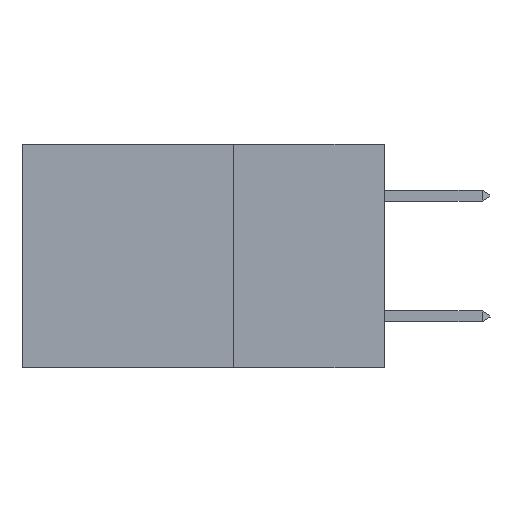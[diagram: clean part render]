
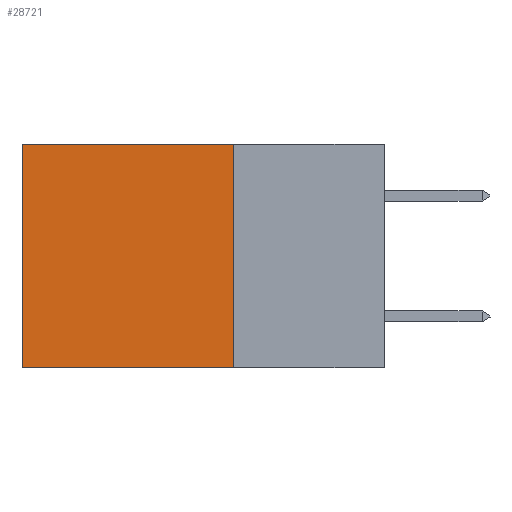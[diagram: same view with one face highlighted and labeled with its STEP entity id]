
A CAD part, left-side view. The second image highlights one B-rep face of the part: STEP entity #28721.
In plain terms, the highlighted planar face has unit normal (-1, 0, 0).
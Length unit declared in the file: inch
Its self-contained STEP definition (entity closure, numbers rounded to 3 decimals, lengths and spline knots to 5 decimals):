
#225 = ORIENTED_EDGE ( 'NONE', *, *, #1862, .F. ) ;
#964 = DIRECTION ( 'NONE',  ( 0., 1., 0. ) ) ;
#1192 = VERTEX_POINT ( 'NONE', #14776 ) ;
#1862 = EDGE_CURVE ( 'NONE', #1192, #24009, #11136, .T. ) ;
#2140 = CARTESIAN_POINT ( 'NONE',  ( 0.2875, 0.25, -0.37 ) ) ;
#2704 = ORIENTED_EDGE ( 'NONE', *, *, #28275, .T. ) ;
#5187 = EDGE_CURVE ( 'NONE', #24009, #6677, #18418, .T. ) ;
#6677 = VERTEX_POINT ( 'NONE', #12333 ) ;
#6759 = DIRECTION ( 'NONE',  ( 0., 1., 0. ) ) ;
#6987 = VECTOR ( 'NONE', #6759, 39.37008 ) ;
#7563 = VERTEX_POINT ( 'NONE', #19383 ) ;
#9102 = FACE_OUTER_BOUND ( 'NONE', #25382, .T. ) ;
#9270 = CARTESIAN_POINT ( 'NONE',  ( 0.2875, 0.25, 0. ) ) ;
#11136 = LINE ( 'NONE', #9270, #24709 ) ;
#12099 = VECTOR ( 'NONE', #964, 39.37008 ) ;
#12333 = CARTESIAN_POINT ( 'NONE',  ( 0.2875, 0.6, -0.37 ) ) ;
#13391 = ORIENTED_EDGE ( 'NONE', *, *, #16866, .T. ) ;
#13465 = CARTESIAN_POINT ( 'NONE',  ( 0.2875, 0.25, 0. ) ) ;
#14776 = CARTESIAN_POINT ( 'NONE',  ( 0.2875, 0.25, 0. ) ) ;
#16300 = AXIS2_PLACEMENT_3D ( 'NONE', #13465, #32633, #19058 ) ;
#16309 = PLANE ( 'NONE',  #16300 ) ;
#16866 = EDGE_CURVE ( 'NONE', #7563, #6677, #20486, .T. ) ;
#17180 = CARTESIAN_POINT ( 'NONE',  ( 0.2875, 0.25, 0. ) ) ;
#17672 = DIRECTION ( 'NONE',  ( 0., 0., -1. ) ) ;
#18418 = LINE ( 'NONE', #34067, #6987 ) ;
#19058 = DIRECTION ( 'NONE',  ( 0., 0., -1. ) ) ;
#19383 = CARTESIAN_POINT ( 'NONE',  ( 0.2875, 0.6, 0. ) ) ;
#20486 = LINE ( 'NONE', #20682, #28573 ) ;
#20682 = CARTESIAN_POINT ( 'NONE',  ( 0.2875, 0.6, 0. ) ) ;
#21855 = LINE ( 'NONE', #17180, #12099 ) ;
#23513 = DIRECTION ( 'NONE',  ( 0., 0., -1. ) ) ;
#24009 = VERTEX_POINT ( 'NONE', #2140 ) ;
#24709 = VECTOR ( 'NONE', #17672, 39.37008 ) ;
#25382 = EDGE_LOOP ( 'NONE', ( #13391, #25612, #225, #2704 ) ) ;
#25612 = ORIENTED_EDGE ( 'NONE', *, *, #5187, .F. ) ;
#28275 = EDGE_CURVE ( 'NONE', #1192, #7563, #21855, .T. ) ;
#28573 = VECTOR ( 'NONE', #23513, 39.37008 ) ;
#28721 = ADVANCED_FACE ( 'NONE', ( #9102 ), #16309, .F. ) ;
#32633 = DIRECTION ( 'NONE',  ( 1., 0., 0. ) ) ;
#34067 = CARTESIAN_POINT ( 'NONE',  ( 0.2875, 0.25, -0.37 ) ) ;
